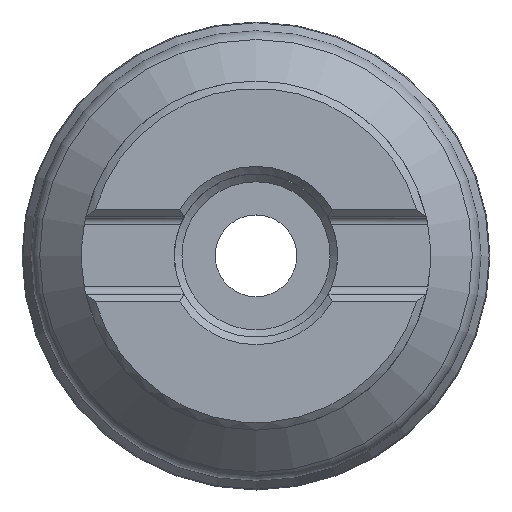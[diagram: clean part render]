
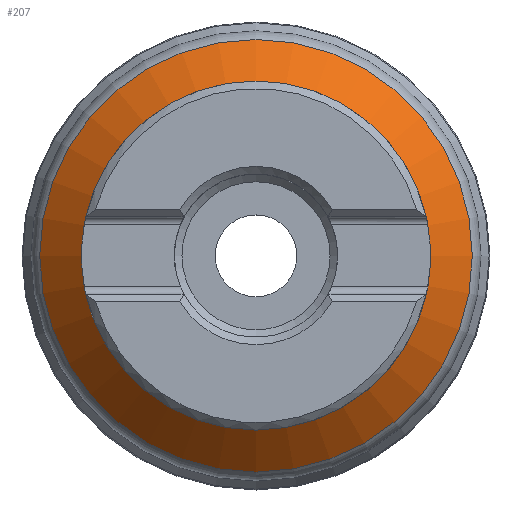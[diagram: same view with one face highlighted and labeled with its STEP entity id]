
A CAD part, top view. The second image highlights one B-rep face of the part: STEP entity #207.
In plain terms, the highlighted conical face has half-angle 45.1 degrees and reference radius 29.123 mm.
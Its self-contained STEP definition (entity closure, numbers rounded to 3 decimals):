
#81=FACE_BOUND('',#299,.T.);
#82=FACE_BOUND('',#300,.T.);
#207=ADVANCED_FACE('',(#81,#82),#252,.T.);
#252=CONICAL_SURFACE('',#788,29.123,45.1);
#299=EDGE_LOOP('',(#411));
#300=EDGE_LOOP('',(#412));
#411=ORIENTED_EDGE('',*,*,#633,.F.);
#412=ORIENTED_EDGE('',*,*,#632,.T.);
#567=VERTEX_POINT('',#1145);
#568=VERTEX_POINT('',#1148);
#632=EDGE_CURVE('',#567,#567,#707,.T.);
#633=EDGE_CURVE('',#568,#568,#708,.T.);
#707=CIRCLE('',#785,29.123);
#708=CIRCLE('',#787,23.471);
#785=AXIS2_PLACEMENT_3D('',#1144,#913,#914);
#787=AXIS2_PLACEMENT_3D('',#1147,#917,#918);
#788=AXIS2_PLACEMENT_3D('',#1149,#919,#920);
#913=DIRECTION('',(0.,0.,1.));
#914=DIRECTION('',(1.,0.,0.));
#917=DIRECTION('',(0.,0.,1.));
#918=DIRECTION('',(1.,0.,0.));
#919=DIRECTION('',(0.,0.,-1.));
#920=DIRECTION('',(-1.,0.,0.));
#1144=CARTESIAN_POINT('',(0.,0.,-21.178));
#1145=CARTESIAN_POINT('',(29.123,0.,-21.178));
#1147=CARTESIAN_POINT('',(0.,0.,-15.544));
#1148=CARTESIAN_POINT('',(23.471,0.,-15.544));
#1149=CARTESIAN_POINT('',(0.,0.,-21.178));
